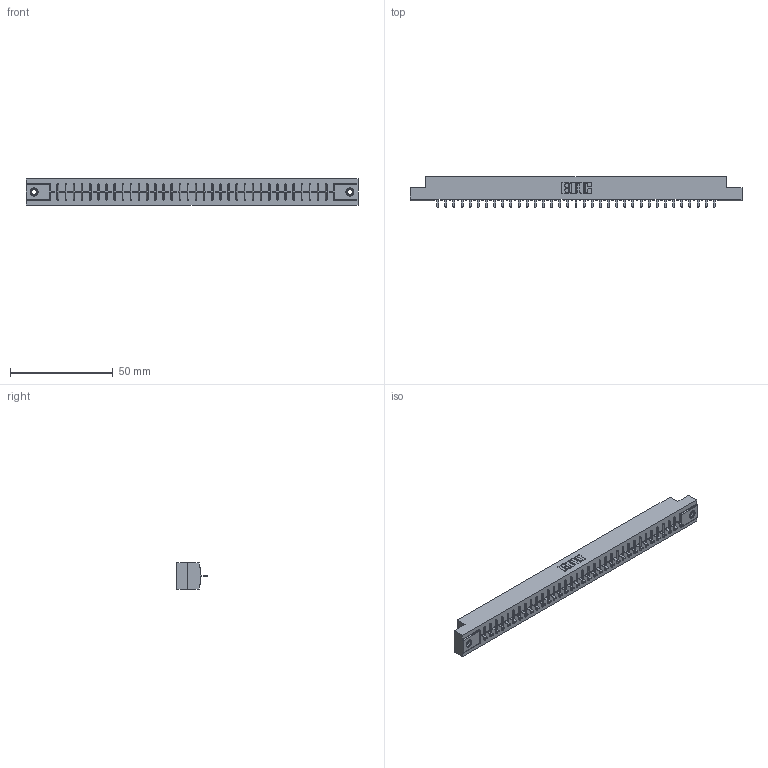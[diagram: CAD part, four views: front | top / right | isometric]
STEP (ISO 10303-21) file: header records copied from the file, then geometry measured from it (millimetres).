
FILE_DESCRIPTION (( 'STEP AP203' ), '1' );
FILE_NAME ('316-035-421-107.STEP', '2020-09-23T04:47:21', ( '' ), ( '' ), 'SwSTEP 2.0', 'SolidWorks 2020', '' );
FILE_SCHEMA (( 'CONFIG_CONTROL_DESIGN' ));
Length unit declared in the file: inch
Products named in the file (4): 345-250-001_345-250-005-103; 306 Part_.156 Dia; 306-290-001_121; 316-035-421-107
Assembly tree (38 placements, depth 2):
  316-035-421-107
    306 Part_.156 Dia
    306-290-001_121  x35
    345-250-001_345-250-005-103  x2
Bounding box: 161.7 x 14.88 x 12.7 mm (x, y, z)
Volume: 17765.8 mm3; surface area: 17927.4 mm2
Topology: 38 solids, 38 shells, 2626 faces, 7347 edges, 4702 vertices
Faces by surface type: plane 1745, cylinder 725, sphere 140, cone 12, torus 4
Entity records: 34687 total; most frequent: CARTESIAN_POINT 5803, ORIENTED_EDGE 5746, DIRECTION 5731, EDGE_CURVE 2873, LINE 2243, VECTOR 2243, VERTEX_POINT 1816, AXIS2_PLACEMENT_3D 1744
